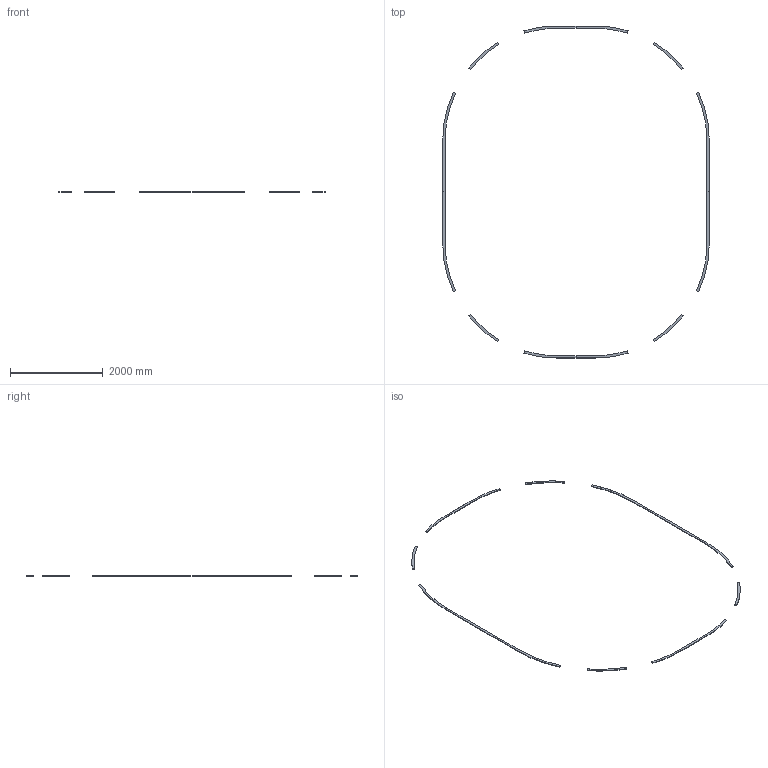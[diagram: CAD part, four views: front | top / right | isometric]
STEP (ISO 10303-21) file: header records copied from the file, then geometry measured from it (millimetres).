
FILE_DESCRIPTION( ( '' ), ' ' );
FILE_NAME( '5e0773c612697e14a169a79d.step', '2019-12-28T15:24:54', ( '' ), ( '' ), ' ', ' ', ' ' );
FILE_SCHEMA( ( 'AUTOMOTIVE_DESIGN { 1 0 10303 214 1 1 1 1 }' ) );
Length unit declared in the file: metre
Products named in the file (12): Part 148; Part 143; Part 149; Part 147; Part 157; Part 159; Part 158; Part 153; Part 154; Part 152; Part 142; Part 144
Bounding box: 5749.28 x 7163.6 x 12.7 mm (x, y, z)
Volume: 10687689.5 mm3; surface area: 2119680.9 mm2
Topology: 12 solids, 12 shells, 88 faces, 192 edges, 128 vertices
Faces by surface type: plane 48, cylinder 40
Entity records: 3266 total; most frequent: DIRECTION 472, CARTESIAN_POINT 420, ORIENTED_EDGE 384, EDGE_CURVE 192, AXIS2_PLACEMENT_3D 180, VERTEX_POINT 128, LINE 112, VECTOR 112
